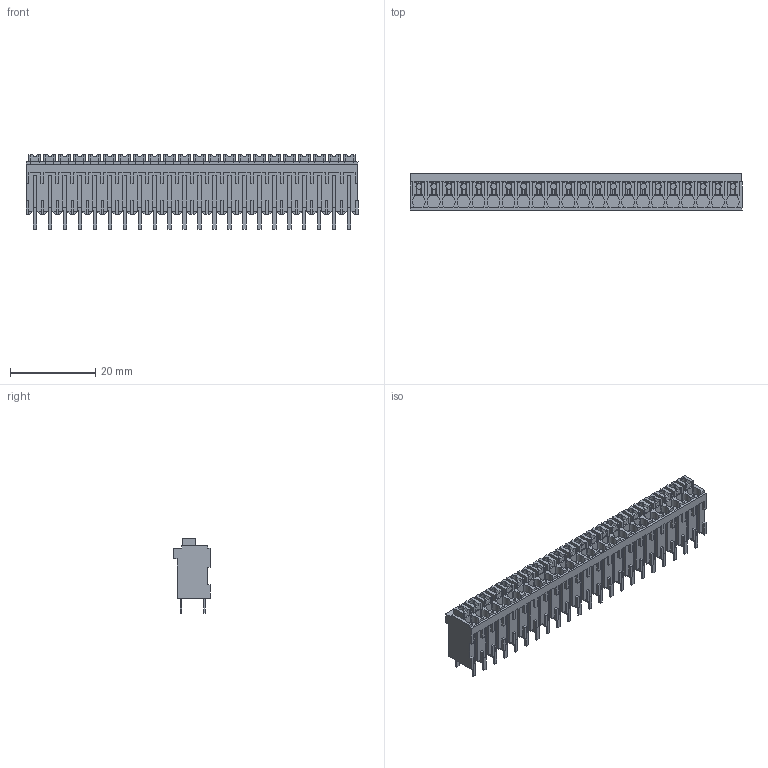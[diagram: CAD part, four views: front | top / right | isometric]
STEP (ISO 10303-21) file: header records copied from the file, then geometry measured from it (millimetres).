
FILE_DESCRIPTION(('CATIA V5 STEP Exchange','CAx-IF Rec.Pracs.--- Model Styling and Organization---1.2---2011-12-15'),'2;1');
FILE_NAME ('D1457915_0_1870610000_1870610000.stp','2018-03-20T05:46:49+00:00',('none'),('Weidmueller'),'CATIA Version 5-6 Release 2014','CATIA V5 STEP AP214','none');
FILE_SCHEMA(('AUTOMOTIVE_DESIGN { 1 0 10303 214 1 1 1 1 }'));
Products named in the file (1): 1870610000
Bounding box: 77.7 x 8.5 x 17.42 mm (x, y, z)
Volume: 6123.3 mm3; surface area: 6964 mm2
Topology: 67 solids, 67 shells, 1776 faces, 5115 edges, 3451 vertices
Faces by surface type: plane 1688, cylinder 88
Entity records: 56165 total; most frequent: CARTESIAN_POINT 11127, ORIENTED_EDGE 10230, DIRECTION 7287, EDGE_CURVE 5115, VECTOR 4763, LINE 4763, VERTEX_POINT 3451, EDGE_LOOP 1798
